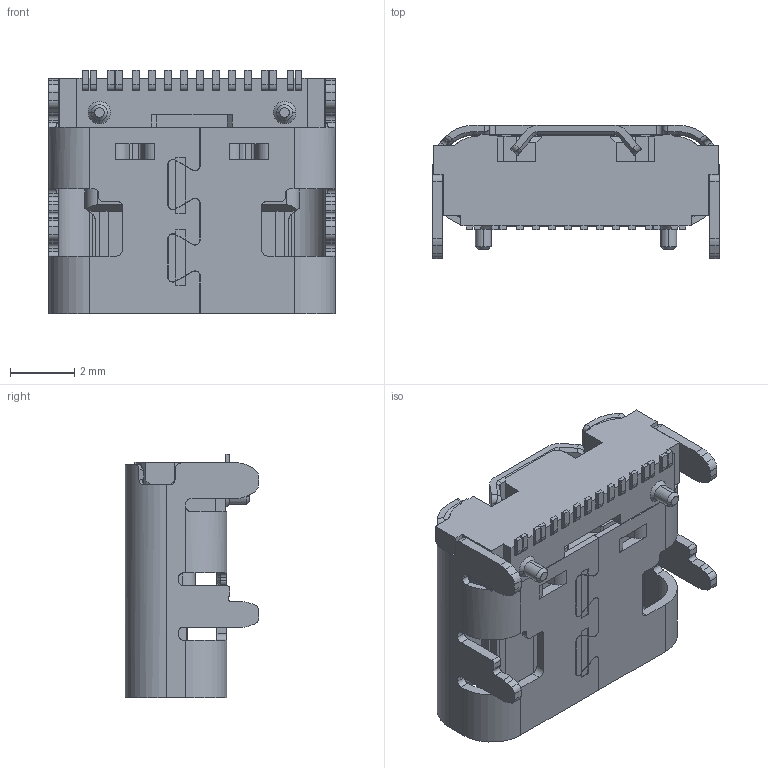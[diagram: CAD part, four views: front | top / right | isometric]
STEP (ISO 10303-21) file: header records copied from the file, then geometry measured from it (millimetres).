
FILE_DESCRIPTION((''),'2;1');
FILE_NAME('CF044-0116PIN_L_7_0002_ASM','2023-02-16T09:40:23',('Administrator'),(''),'CREO PARAMETRIC BY PTC INC, 2020033','CREO PARAMETRIC BY PTC INC, 2020033','');
FILE_SCHEMA(('CONFIG_CONTROL_DESIGN'));
Length unit declared in the file: millimetre
Products named in the file (1): CF044-0116PIN_L_7_0002_ASM
Bounding box: 8.94 x 4.16 x 7.6 mm (x, y, z)
Volume: 73.9 mm3; surface area: 486.3 mm2
Topology: 1 solids, 5 shells, 780 faces, 2228 edges, 1445 vertices
Faces by surface type: plane 551, cylinder 193, cone 30, bspline 6
Entity records: 25722 total; most frequent: CARTESIAN_POINT 5194, ORIENTED_EDGE 4421, DIRECTION 4091, EDGE_CURVE 2228, VECTOR 1735, LINE 1735, VERTEX_POINT 1445, AXIS2_PLACEMENT_3D 1178
